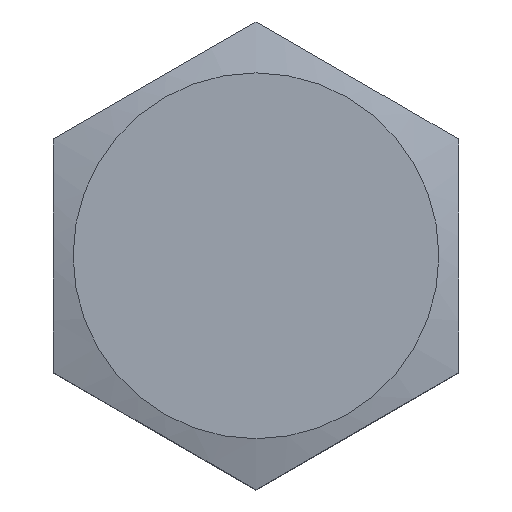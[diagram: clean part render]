
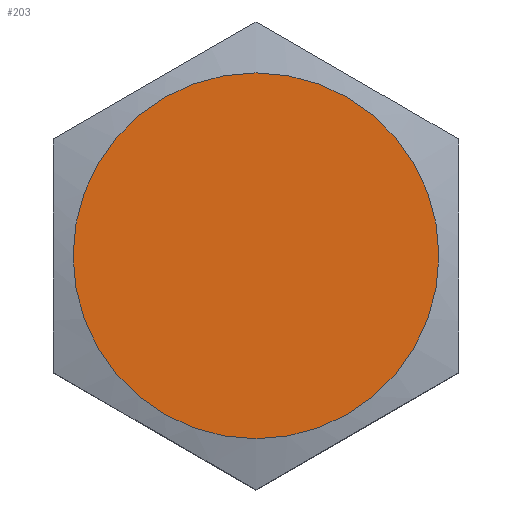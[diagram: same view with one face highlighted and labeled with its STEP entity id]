
A CAD part, top view. The second image highlights one B-rep face of the part: STEP entity #203.
In plain terms, the highlighted planar face has unit normal (0, 0, 1).
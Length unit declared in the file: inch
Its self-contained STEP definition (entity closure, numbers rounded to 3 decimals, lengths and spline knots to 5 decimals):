
#203=ADVANCED_FACE('',(#235),#225,.T.);
#225=PLANE('',#495);
#235=FACE_OUTER_BOUND('',#260,.T.);
#260=EDGE_LOOP('',(#332));
#332=ORIENTED_EDGE('',*,*,#432,.T.);
#391=VERTEX_POINT('',#788);
#432=EDGE_CURVE('',#391,#391,#456,.T.);
#456=CIRCLE('',#494,0.39518);
#494=AXIS2_PLACEMENT_3D('',#787,#578,#579);
#495=AXIS2_PLACEMENT_3D('',#789,#580,#581);
#578=DIRECTION('',(0.,0.,1.));
#579=DIRECTION('',(0.866,-0.5,0.));
#580=DIRECTION('',(0.,0.,1.));
#581=DIRECTION('',(0.866,-0.5,0.));
#787=CARTESIAN_POINT('',(-0.05862,0.99999,0.4375));
#788=CARTESIAN_POINT('',(0.28362,0.8024,0.4375));
#789=CARTESIAN_POINT('',(-0.05862,0.99999,0.4375));
